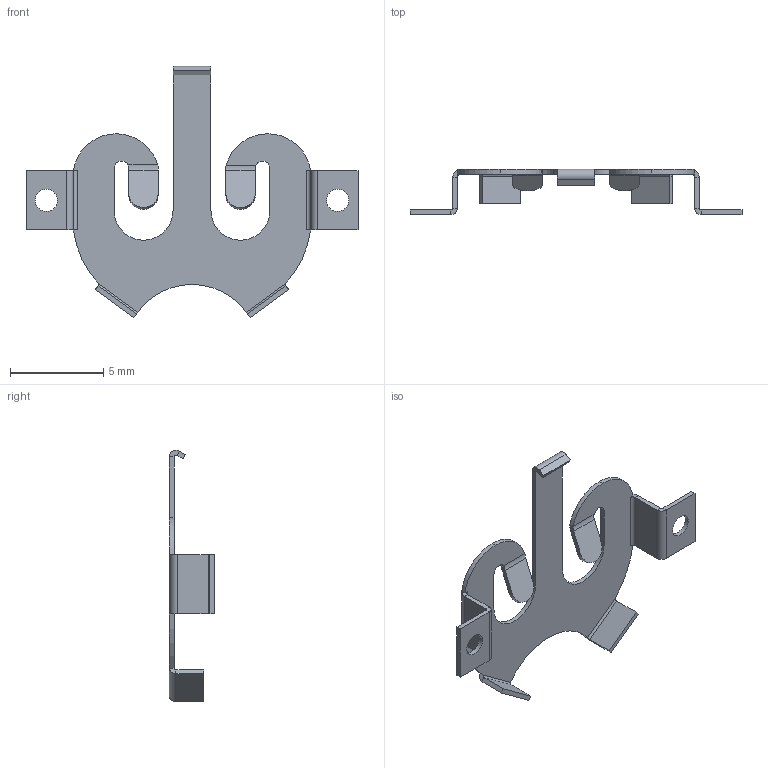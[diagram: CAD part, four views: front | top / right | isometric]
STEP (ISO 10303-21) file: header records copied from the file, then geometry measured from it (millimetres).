
FILE_DESCRIPTION (( 'STEP AP214' ), '1' );
FILE_NAME ('2894.STEP', '2022-06-14T13:26:55', ( '' ), ( '' ), 'SwSTEP 2.0', 'SolidWorks 2018', '' );
FILE_SCHEMA (( 'AUTOMOTIVE_DESIGN' ));
Length unit declared in the file: millimetre
Products named in the file (1): 2894
Bounding box: 17.78 x 2.42 x 13.45 mm (x, y, z)
Volume: 31.5 mm3; surface area: 281.3 mm2
Topology: 1 solids, 1 shells, 126 faces, 301 edges, 178 vertices
Faces by surface type: plane 82, cylinder 40, bspline 4
Entity records: 3635 total; most frequent: CARTESIAN_POINT 678, DIRECTION 615, ORIENTED_EDGE 602, EDGE_CURVE 301, AXIS2_PLACEMENT_3D 207, LINE 201, VECTOR 201, VERTEX_POINT 178
